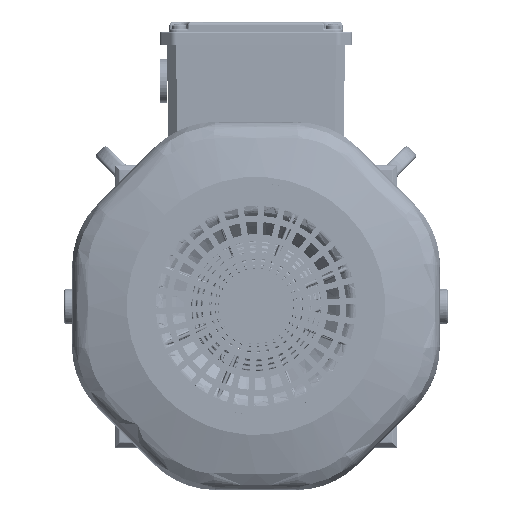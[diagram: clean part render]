
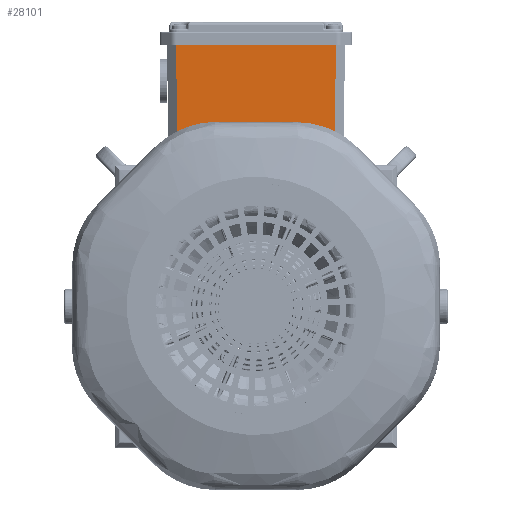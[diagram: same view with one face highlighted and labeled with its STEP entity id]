
A CAD part, top view. The second image highlights one B-rep face of the part: STEP entity #28101.
In plain terms, the highlighted planar face has unit normal (0, -0.018, 1).
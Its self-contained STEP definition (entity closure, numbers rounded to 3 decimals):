
#1588=PLANE('',#117746);
#15696=LINE('',#223658,#21531);
#15697=LINE('',#223660,#21532);
#15698=LINE('',#223662,#21533);
#15699=LINE('',#223664,#21534);
#21531=VECTOR('',#138336,1.);
#21532=VECTOR('',#138339,1.);
#21533=VECTOR('',#138340,1.);
#21534=VECTOR('',#138341,1.);
#28101=ADVANCED_FACE('',(#34937),#1588,.T.);
#34937=FACE_OUTER_BOUND('',#41129,.T.);
#41129=EDGE_LOOP('',(#63630,#63631,#63632,#63633));
#63630=ORIENTED_EDGE('',*,*,#97361,.T.);
#63631=ORIENTED_EDGE('',*,*,#97360,.F.);
#63632=ORIENTED_EDGE('',*,*,#97362,.F.);
#63633=ORIENTED_EDGE('',*,*,#97363,.T.);
#80335=VERTEX_POINT('',#223652);
#80338=VERTEX_POINT('',#223657);
#80339=VERTEX_POINT('',#223661);
#80340=VERTEX_POINT('',#223663);
#97360=EDGE_CURVE('',#80338,#80335,#15696,.T.);
#97361=EDGE_CURVE('',#80339,#80335,#15697,.T.);
#97362=EDGE_CURVE('',#80340,#80338,#15698,.T.);
#97363=EDGE_CURVE('',#80340,#80339,#15699,.T.);
#117746=AXIS2_PLACEMENT_3D('',#223665,#138342,#138343);
#138336=DIRECTION('',(-0.007,1.,0.017));
#138339=DIRECTION('',(-1.,0.,0.));
#138340=DIRECTION('',(-1.,0.,0.));
#138341=DIRECTION('',(0.007,1.,0.017));
#138342=DIRECTION('',(0.,-0.017,1.));
#138343=DIRECTION('',(0.,1.,0.017));
#223652=CARTESIAN_POINT('',(-45.548,149.5,75.408));
#223657=CARTESIAN_POINT('',(-45.172,97.5,74.5));
#223658=CARTESIAN_POINT('',(-45.172,97.5,74.5));
#223660=CARTESIAN_POINT('',(52.,149.5,75.408));
#223661=CARTESIAN_POINT('',(45.548,149.5,75.408));
#223662=CARTESIAN_POINT('',(45.172,97.5,74.5));
#223663=CARTESIAN_POINT('',(45.172,97.5,74.5));
#223664=CARTESIAN_POINT('',(45.172,97.5,74.5));
#223665=CARTESIAN_POINT('',(45.172,97.5,74.5));
